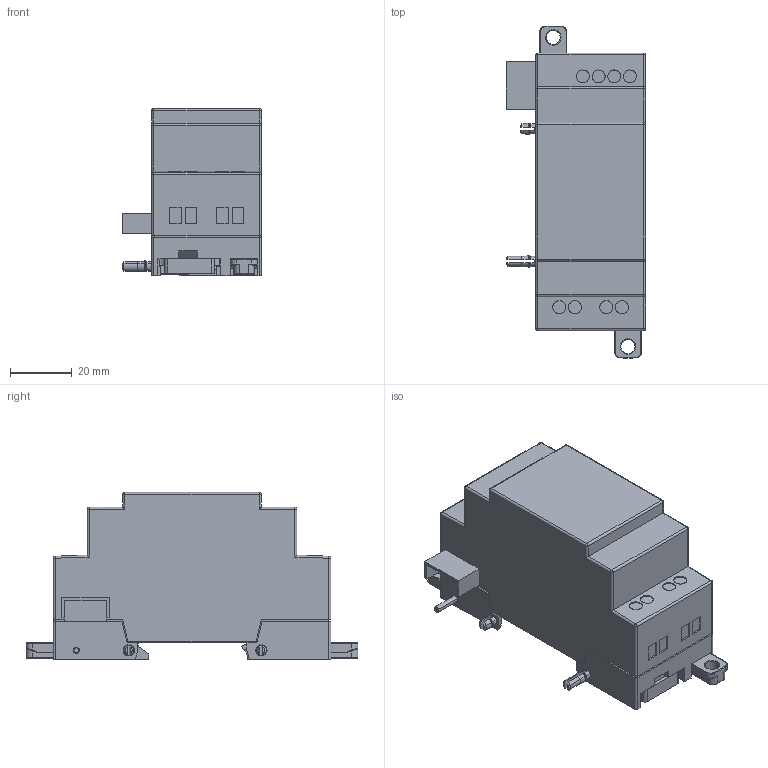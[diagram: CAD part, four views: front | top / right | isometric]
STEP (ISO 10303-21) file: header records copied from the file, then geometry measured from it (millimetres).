
FILE_DESCRIPTION(('STEP AP242'),'1');
FILE_NAME('sr3xt43bd.stp','2019-10-01T15:12:34',('TraceParts'),('TraceParts S.A.'),'Spatial InterOp 3D',' ',' ');
FILE_SCHEMA(('AP242_MANAGED_MODEL_BASED_3D_ENGINEERING_MIM_LF {1 0 10303 442 1 1 4}'));
Length unit declared in the file: millimetre
Products named in the file (1): sr3xt43bd_1
Bounding box: 45.1 x 107.6 x 54.21 mm (x, y, z)
Volume: 26851.5 mm3; surface area: 41652.7 mm2
Topology: 5 solids, 5 shells, 531 faces, 1380 edges, 853 vertices
Faces by surface type: plane 305, cylinder 150, torus 26, cone 24, sphere 22, bspline 4
Entity records: 16619 total; most frequent: CARTESIAN_POINT 3686, ORIENTED_EDGE 2720, DIRECTION 2602, EDGE_CURVE 1360, LINE 972, VECTOR 972, VERTEX_POINT 853, AXIS2_PLACEMENT_3D 815
